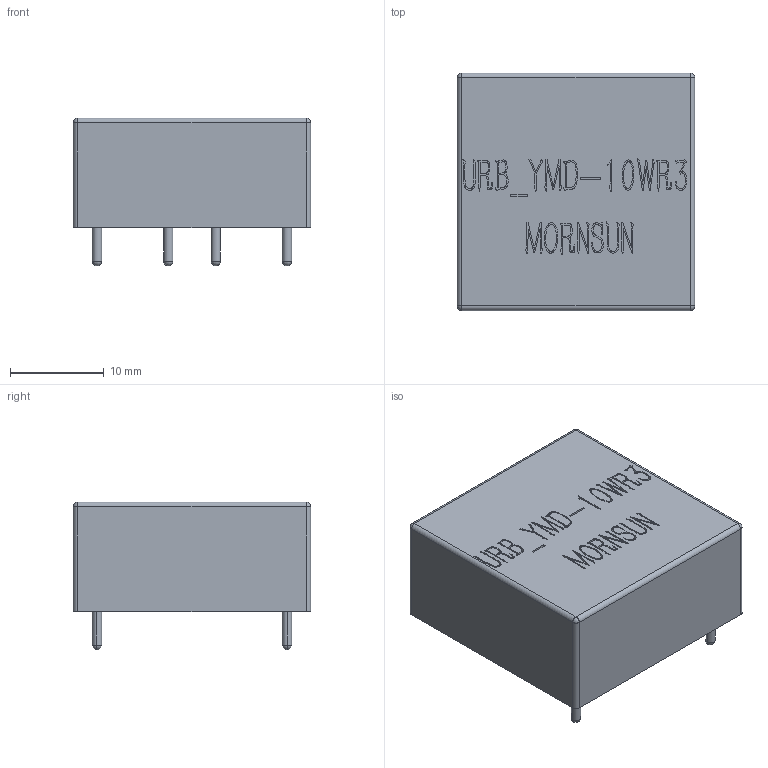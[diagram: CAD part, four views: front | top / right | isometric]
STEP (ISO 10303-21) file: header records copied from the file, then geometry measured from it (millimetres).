
FILE_DESCRIPTION (( 'STEP AP214' ), '1' );
FILE_NAME ('User Library-URB_YMD-10WR3.STEP', '2022-04-16T08:12:12', ( '' ), ( '' ), 'SwSTEP 2.0', 'SolidWorks 2021', '' );
FILE_SCHEMA (( 'AUTOMOTIVE_DESIGN' ));
Length unit declared in the file: millimetre
Products named in the file (1): User Library-URB_YMD-10WR3
Bounding box: 25.4 x 25.4 x 15.8 mm (x, y, z)
Volume: 7544.7 mm3; surface area: 2658 mm2
Topology: 1 solids, 1 shells, 466 faces, 1300 edges, 855 vertices
Faces by surface type: plane 265, bspline 169, cylinder 18, sphere 14
Entity records: 27360 total; most frequent: CARTESIAN_POINT 11765, ORIENTED_EDGE 2552, DIRECTION 1580, EDGE_CURVE 1276, VECTOR 892, LINE 892, VERTEX_POINT 845, EDGE_LOOP 499
